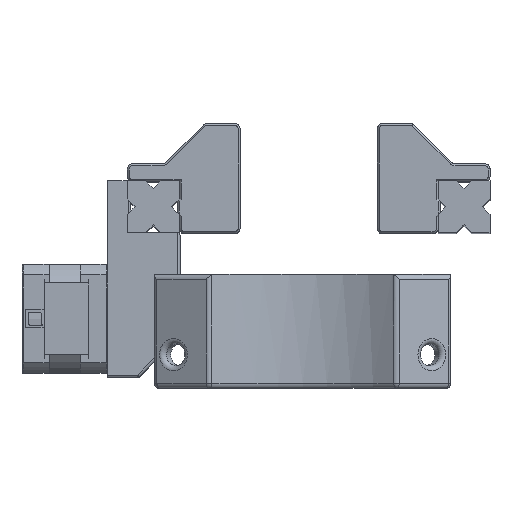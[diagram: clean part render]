
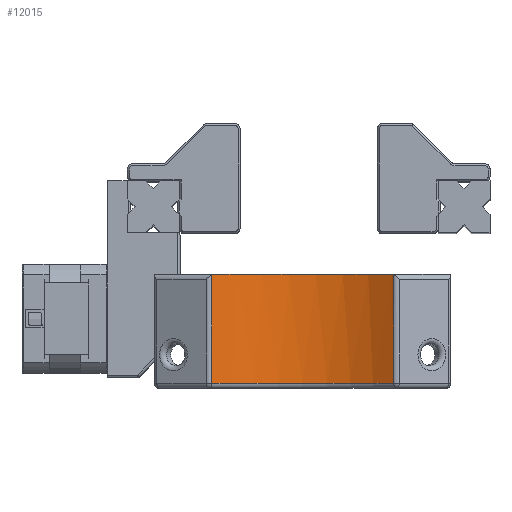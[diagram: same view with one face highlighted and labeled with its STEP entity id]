
A CAD part, top view. The second image highlights one B-rep face of the part: STEP entity #12015.
In plain terms, the highlighted cylindrical face has radius 60.5 mm (diameter 121 mm), a partial arc.
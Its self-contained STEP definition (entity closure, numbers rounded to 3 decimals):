
#526=B_SPLINE_CURVE_WITH_KNOTS('',3,(#20194,#20195,#20196,#20197,#20198,
#20199),.UNSPECIFIED.,.F.,.F.,(4,2,4),(0.862,0.869,
0.952),.UNSPECIFIED.);
#527=B_SPLINE_CURVE_WITH_KNOTS('',3,(#20205,#20206,#20207,#20208,#20209,
#20210),.UNSPECIFIED.,.F.,.F.,(4,2,4),(0.319,0.402,
0.409),.UNSPECIFIED.);
#886=CIRCLE('',#13227,60.5);
#888=CIRCLE('',#13234,60.5);
#1333=CYLINDRICAL_SURFACE('',#13237,60.5);
#1747=FACE_OUTER_BOUND('',#2562,.T.);
#2562=EDGE_LOOP('',(#9171,#9172,#9173,#9174,#9175,#9176));
#3393=LINE('',#20148,#4365);
#3396=LINE('',#20161,#4368);
#4365=VECTOR('',#15460,10.);
#4368=VECTOR('',#15477,10.);
#5443=VERTEX_POINT('',#20143);
#5444=VERTEX_POINT('',#20147);
#5445=VERTEX_POINT('',#20154);
#5447=VERTEX_POINT('',#20160);
#5453=VERTEX_POINT('',#20192);
#5454=VERTEX_POINT('',#20203);
#6750=EDGE_CURVE('',#5444,#5443,#3393,.T.);
#6757=EDGE_CURVE('',#5445,#5447,#3396,.T.);
#6773=EDGE_CURVE('',#5443,#5445,#886,.T.);
#6775=EDGE_CURVE('',#5447,#5453,#526,.T.);
#6778=EDGE_CURVE('',#5454,#5444,#527,.T.);
#6783=EDGE_CURVE('',#5453,#5454,#888,.T.);
#9171=ORIENTED_EDGE('',*,*,#6778,.F.);
#9172=ORIENTED_EDGE('',*,*,#6783,.F.);
#9173=ORIENTED_EDGE('',*,*,#6775,.F.);
#9174=ORIENTED_EDGE('',*,*,#6757,.F.);
#9175=ORIENTED_EDGE('',*,*,#6773,.F.);
#9176=ORIENTED_EDGE('',*,*,#6750,.F.);
#12015=ADVANCED_FACE('',(#1747),#1333,.F.);
#13227=AXIS2_PLACEMENT_3D('',#20190,#15518,#15519);
#13234=AXIS2_PLACEMENT_3D('',#20219,#15538,#15539);
#13237=AXIS2_PLACEMENT_3D('',#20222,#15544,#15545);
#15460=DIRECTION('',(0.,-1.,0.));
#15477=DIRECTION('',(0.,1.,0.));
#15518=DIRECTION('center_axis',(0.,1.,0.));
#15519=DIRECTION('ref_axis',(0.,0.,
-1.));
#15538=DIRECTION('center_axis',(0.,-1.,0.));
#15539=DIRECTION('ref_axis',(0.597,0.,-0.802));
#15544=DIRECTION('center_axis',(0.,1.,0.));
#15545=DIRECTION('ref_axis',(0.597,0.,-0.802));
#20143=CARTESIAN_POINT('',(203.633,-25.465,441.906));
#20147=CARTESIAN_POINT('',(203.633,16.355,441.906));
#20148=CARTESIAN_POINT('',(203.633,-1.465,441.906));
#20154=CARTESIAN_POINT('',(133.421,-25.465,441.906));
#20160=CARTESIAN_POINT('',(133.421,16.355,441.906));
#20161=CARTESIAN_POINT('',(133.421,-1.465,441.906));
#20190=CARTESIAN_POINT('Origin',(168.527,-25.465,491.179));
#20192=CARTESIAN_POINT('',(134.171,16.535,441.38));
#20194=CARTESIAN_POINT('Ctrl Pts',(133.421,16.355,441.906));
#20195=CARTESIAN_POINT('Ctrl Pts',(133.438,16.363,441.893));
#20196=CARTESIAN_POINT('Ctrl Pts',(133.455,16.372,441.881));
#20197=CARTESIAN_POINT('Ctrl Pts',(133.698,16.485,441.709));
#20198=CARTESIAN_POINT('Ctrl Pts',(133.942,16.535,441.538));
#20199=CARTESIAN_POINT('Ctrl Pts',(134.171,16.535,441.38));
#20203=CARTESIAN_POINT('',(202.883,16.535,441.38));
#20205=CARTESIAN_POINT('Ctrl Pts',(202.883,16.535,441.38));
#20206=CARTESIAN_POINT('Ctrl Pts',(203.112,16.535,441.538));
#20207=CARTESIAN_POINT('Ctrl Pts',(203.356,16.485,441.709));
#20208=CARTESIAN_POINT('Ctrl Pts',(203.598,16.372,441.881));
#20209=CARTESIAN_POINT('Ctrl Pts',(203.616,16.363,441.893));
#20210=CARTESIAN_POINT('Ctrl Pts',(203.633,16.355,441.906));
#20219=CARTESIAN_POINT('Origin',(168.527,16.535,491.179));
#20222=CARTESIAN_POINT('Origin',(168.527,-1.465,491.179));
